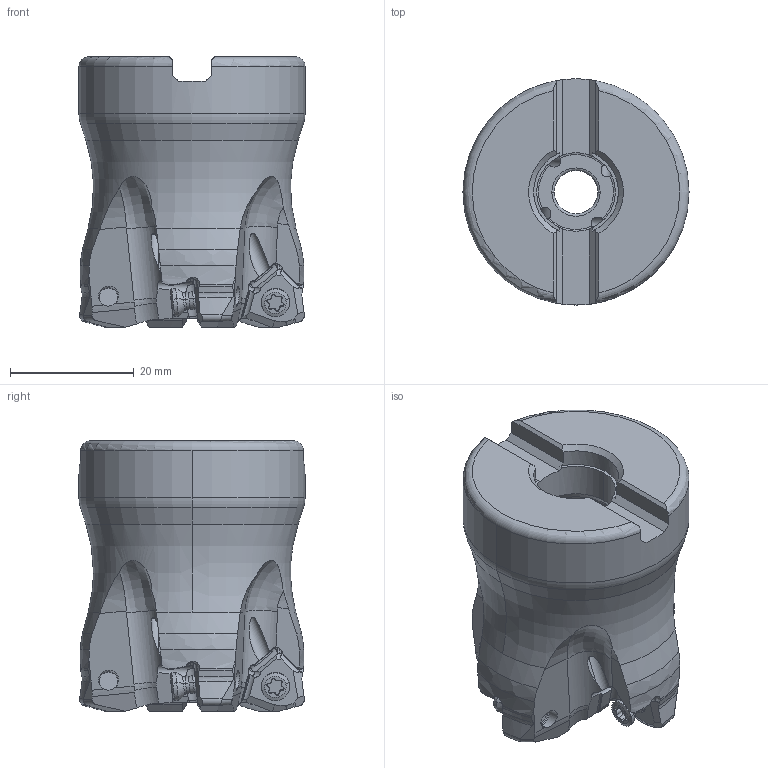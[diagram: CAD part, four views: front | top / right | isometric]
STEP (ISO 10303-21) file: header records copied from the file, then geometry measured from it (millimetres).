
FILE_DESCRIPTION(/* description */ (''),/* implementation_level */ '2;1');
FILE_NAME(/* name */ 'WJX09UR1_5004SA.stp',/* time_stamp */ '2020-10-29T16:34:45+09:00',/* author */ (''),/* organization */ (''),/* preprocessor_version */ 'ST-DEVELOPER v16',/* originating_system */ 'SIEMENS PLM Software NX 10.0',/* authorisation */ '');
FILE_SCHEMA (('AUTOMOTIVE_DESIGN { 1 0 10303 214 3 1 1 1 }'));
Length unit declared in the file: millimetre
Products named in the file (1): WJX09UR1_5004SA_ASM
Bounding box: 36.51 x 36.51 x 43.65 mm (x, y, z)
Volume: 29575.7 mm3; surface area: 9304.2 mm2
Topology: 5 solids, 5 shells, 547 faces, 1623 edges, 1074 vertices
Faces by surface type: cylinder 216, plane 153, torus 64, cone 54, sphere 32, bspline 28
Entity records: 23711 total; most frequent: CARTESIAN_POINT 9320, ORIENTED_EDGE 3214, DIRECTION 2860, EDGE_CURVE 1607, AXIS2_PLACEMENT_3D 1215, VERTEX_POINT 1067, EDGE_LOOP 562, ADVANCED_FACE 547
